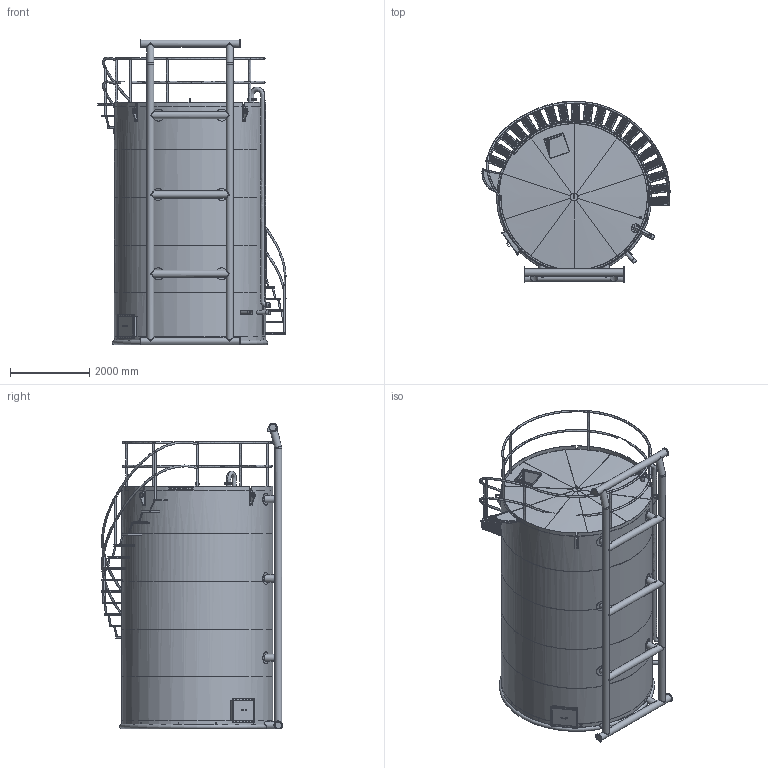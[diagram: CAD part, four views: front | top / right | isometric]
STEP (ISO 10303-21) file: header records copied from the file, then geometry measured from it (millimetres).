
FILE_DESCRIPTION(('FreeCAD Model'),'2;1');
FILE_NAME('Open CASCADE Shape Model','2025-04-26T02:25:38',('FreeCAD'),( 'FreeCAD'),'Open CASCADE STEP processor 7.6','FreeCAD','Unknown');
FILE_SCHEMA(('AUTOMOTIVE_DESIGN { 1 0 10303 214 1 1 1 1 }'));
Length unit declared in the file: millimetre
Products named in the file (1): Open CASCADE STEP translator 7.6 1
Bounding box: 4740.47 x 4567.77 x 7703.84 mm (x, y, z)
Volume: 1598235360.4 mm3; surface area: 392013319.7 mm2
Topology: 205 solids, 242 shells, 9364 faces, 29292 edges, 27226 vertices
Faces by surface type: plane 8491, cylinder 753, bspline 84, cone 22, torus 14
Full cylindrical faces by diameter (mm): 10 x5, 17.5 x16, 20 x52, 42 x5, 45.5 x2, 48 x6, 50 x1, 100 x10, 102.3 x2, 107.703 x1, 108 x3, 110 x2, 114.3 x2, 165.8 x13, 177.8 x17, 200 x1, 220 x2, 3800 x6, 3812 x5
Entity records: 402099 total; most frequent: CARTESIAN_POINT 148978, DIRECTION 48500, ORIENTED_EDGE 45988, LINE 27160, VECTOR 27160, EDGE_CURVE 23063, VERTEX_POINT 14881, FACE_BOUND 11017
